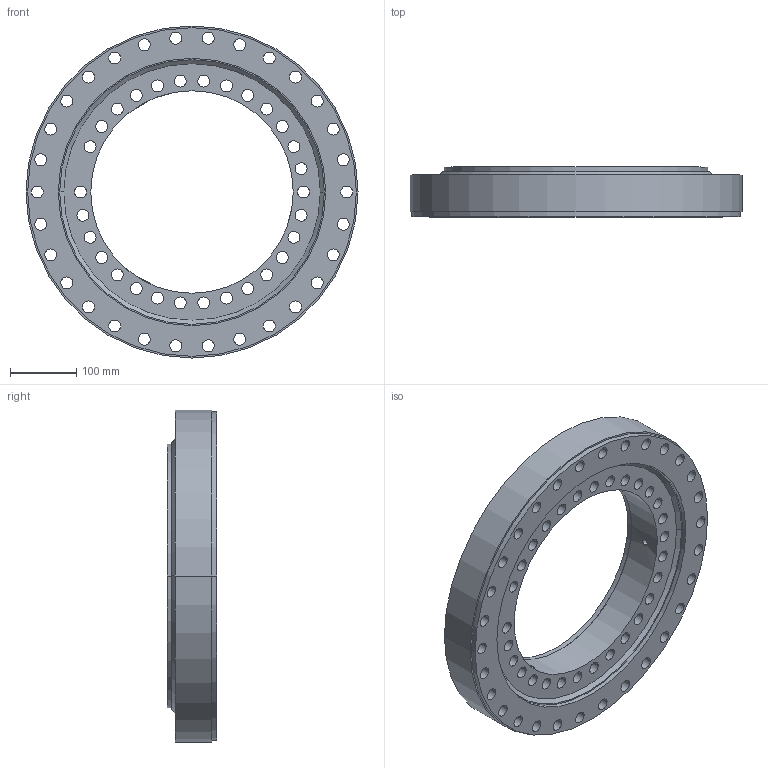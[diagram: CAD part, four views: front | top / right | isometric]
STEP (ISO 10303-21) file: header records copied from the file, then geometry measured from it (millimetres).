
FILE_DESCRIPTION (( 'STEP AP203' ), '1' );
FILE_NAME ('08-0400-00.STEP', '2017-12-27T13:13:25', ( 'defontaine' ), ( 'Hewlett-Packard Company' ), 'SwSTEP 2.0', 'SolidWorks 2016', '' );
FILE_SCHEMA (( 'CONFIG_CONTROL_DESIGN' ));
Length unit declared in the file: millimetre
Products named in the file (1): 08-0400-00
Bounding box: 500 x 75 x 500 mm (x, y, z)
Volume: 5955680 mm3; surface area: 873332.8 mm2
Topology: 5 solids, 5 shells, 204 faces, 540 edges, 349 vertices
Faces by surface type: cylinder 146, torus 26, cone 16, plane 16
Entity records: 7235 total; most frequent: CARTESIAN_POINT 1550, DIRECTION 1280, ORIENTED_EDGE 1080, AXIS2_PLACEMENT_3D 559, EDGE_CURVE 540, CIRCLE 354, VERTEX_POINT 349, EDGE_LOOP 339
